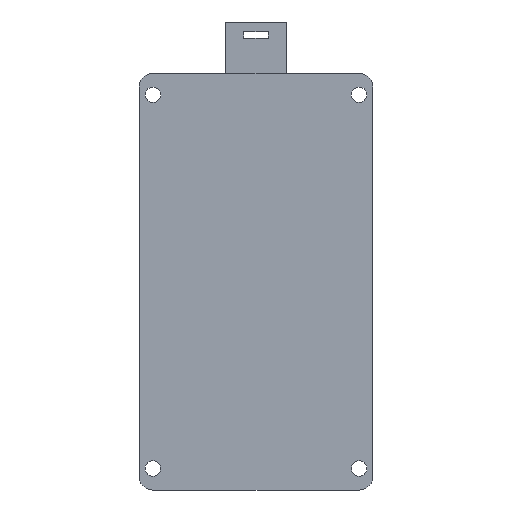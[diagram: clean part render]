
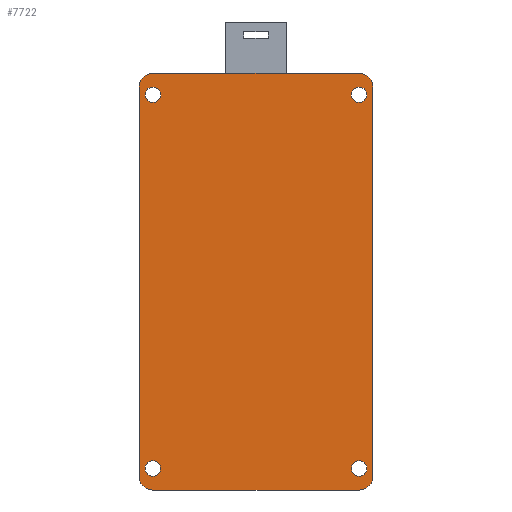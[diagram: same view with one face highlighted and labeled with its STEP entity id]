
A CAD part, front view. The second image highlights one B-rep face of the part: STEP entity #7722.
In plain terms, the highlighted planar face has unit normal (0, -1, 0).
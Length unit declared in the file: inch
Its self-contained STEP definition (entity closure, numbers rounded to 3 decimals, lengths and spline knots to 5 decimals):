
#1921 = PLANE ( 'NONE',  #2026 ) ;
#1922 = CARTESIAN_POINT ( 'NONE',  ( -0.935, 0., -1.765 ) ) ;
#1923 = CARTESIAN_POINT ( 'NONE',  ( -0.935, 0., -1.89 ) ) ;
#1925 = DIRECTION ( 'NONE',  ( 0., 0., -1. ) ) ;
#1926 = VECTOR ( 'NONE', #1925, 39.37008 ) ;
#1927 = CARTESIAN_POINT ( 'NONE',  ( 1.06, 0., -1.765 ) ) ;
#1928 = LINE ( 'NONE', #1927, #1926 ) ;
#1929 = FACE_BOUND ( 'NONE', #7826, .T. ) ;
#1930 = AXIS2_PLACEMENT_3D ( 'NONE', #1922, #2004, #2003 ) ;
#1938 = DIRECTION ( 'NONE',  ( 0., 0., -1. ) ) ;
#1939 = DIRECTION ( 'NONE',  ( 0., 1., 0. ) ) ;
#1940 = CARTESIAN_POINT ( 'NONE',  ( 0.935, 0., -1.765 ) ) ;
#1941 = AXIS2_PLACEMENT_3D ( 'NONE', #1940, #1939, #1938 ) ;
#1942 = CIRCLE ( 'NONE', #1941, 0.125 ) ;
#1946 = VECTOR ( 'NONE', #1988, 39.37008 ) ;
#1947 = CARTESIAN_POINT ( 'NONE',  ( -0.935, 0., -1.89 ) ) ;
#1948 = CARTESIAN_POINT ( 'NONE',  ( 1.06, 0., 1.765 ) ) ;
#1964 = CARTESIAN_POINT ( 'NONE',  ( 0.935, 0., -1.89 ) ) ;
#1988 = DIRECTION ( 'NONE',  ( -1., 0., 0. ) ) ;
#1991 = LINE ( 'NONE', #1947, #1946 ) ;
#2002 = CARTESIAN_POINT ( 'NONE',  ( 0.935, 0., 1.89 ) ) ;
#2003 = DIRECTION ( 'NONE',  ( 0., 0., 1. ) ) ;
#2004 = DIRECTION ( 'NONE',  ( 0., 1., 0. ) ) ;
#2012 = FACE_OUTER_BOUND ( 'NONE', #7731, .T. ) ;
#2013 = DIRECTION ( 'NONE',  ( 0., 1., 0. ) ) ;
#2014 = CARTESIAN_POINT ( 'NONE',  ( -0.935, 0., -1.765 ) ) ;
#2015 = CARTESIAN_POINT ( 'NONE',  ( -1.06, 0., -1.765 ) ) ;
#2016 = FACE_BOUND ( 'NONE', #7786, .T. ) ;
#2017 = FACE_BOUND ( 'NONE', #7789, .T. ) ;
#2018 = FACE_BOUND ( 'NONE', #7825, .T. ) ;
#2019 = CIRCLE ( 'NONE', #1930, 0.125 ) ;
#2024 = DIRECTION ( 'NONE',  ( 0., 0., 1. ) ) ;
#2026 = AXIS2_PLACEMENT_3D ( 'NONE', #2014, #2013, #2024 ) ;
#2058 = DIRECTION ( 'NONE',  ( 0., 0., 1. ) ) ;
#2059 = DIRECTION ( 'NONE',  ( 0., 1., 0. ) ) ;
#2060 = CARTESIAN_POINT ( 'NONE',  ( -0.935, 0., -1.695 ) ) ;
#2061 = AXIS2_PLACEMENT_3D ( 'NONE', #2060, #2059, #2058 ) ;
#2064 = DIRECTION ( 'NONE',  ( 1., 0., 0. ) ) ;
#2065 = VECTOR ( 'NONE', #2064, 39.37008 ) ;
#2066 = CARTESIAN_POINT ( 'NONE',  ( -0.935, 0., 1.89 ) ) ;
#2067 = CARTESIAN_POINT ( 'NONE',  ( -1.06, 0., 1.765 ) ) ;
#2068 = CIRCLE ( 'NONE', #2111, 0.125 ) ;
#2073 = CIRCLE ( 'NONE', #2105, 0.125 ) ;
#2077 = LINE ( 'NONE', #2086, #2065 ) ;
#2086 = CARTESIAN_POINT ( 'NONE',  ( -0.935, 0., 1.89 ) ) ;
#2097 = CARTESIAN_POINT ( 'NONE',  ( 1.06, 0., -1.765 ) ) ;
#2103 = DIRECTION ( 'NONE',  ( 0., 0., 1. ) ) ;
#2104 = DIRECTION ( 'NONE',  ( 0., 1., 0. ) ) ;
#2105 = AXIS2_PLACEMENT_3D ( 'NONE', #2113, #2104, #2103 ) ;
#2108 = DIRECTION ( 'NONE',  ( 0., 0., 1. ) ) ;
#2109 = DIRECTION ( 'NONE',  ( 0., 1., 0. ) ) ;
#2110 = CARTESIAN_POINT ( 'NONE',  ( 0.935, 0., 1.765 ) ) ;
#2111 = AXIS2_PLACEMENT_3D ( 'NONE', #2110, #2109, #2108 ) ;
#2113 = CARTESIAN_POINT ( 'NONE',  ( -0.935, 0., 1.765 ) ) ;
#2119 = CIRCLE ( 'NONE', #2127, 0.07 ) ;
#2124 = DIRECTION ( 'NONE',  ( 0., 0., 1. ) ) ;
#2125 = DIRECTION ( 'NONE',  ( 0., 1., 0. ) ) ;
#2126 = CARTESIAN_POINT ( 'NONE',  ( 0.935, 0., 1.695 ) ) ;
#2127 = AXIS2_PLACEMENT_3D ( 'NONE', #2126, #2125, #2124 ) ;
#2131 = DIRECTION ( 'NONE',  ( 0., 0., 1. ) ) ;
#2132 = DIRECTION ( 'NONE',  ( 0., 1., 0. ) ) ;
#2133 = CARTESIAN_POINT ( 'NONE',  ( -0.935, 0., 1.695 ) ) ;
#2137 = CIRCLE ( 'NONE', #2140, 0.07 ) ;
#2140 = AXIS2_PLACEMENT_3D ( 'NONE', #2133, #2132, #2131 ) ;
#2218 = CIRCLE ( 'NONE', #2061, 0.07 ) ;
#2219 = DIRECTION ( 'NONE',  ( 0., 0., 1. ) ) ;
#2220 = VECTOR ( 'NONE', #2219, 39.37008 ) ;
#2221 = CARTESIAN_POINT ( 'NONE',  ( -1.06, 0., -1.765 ) ) ;
#2222 = LINE ( 'NONE', #2221, #2220 ) ;
#5774 = DIRECTION ( 'NONE',  ( 0., 0., 1. ) ) ;
#5775 = DIRECTION ( 'NONE',  ( 0., 1., 0. ) ) ;
#5787 = CIRCLE ( 'NONE', #5790, 0.07 ) ;
#5788 = CARTESIAN_POINT ( 'NONE',  ( 0.935, 0., -1.695 ) ) ;
#5790 = AXIS2_PLACEMENT_3D ( 'NONE', #5788, #5775, #5774 ) ;
#6067 = DIRECTION ( 'NONE',  ( 0., 0., 1. ) ) ;
#6068 = DIRECTION ( 'NONE',  ( 0., 1., 0. ) ) ;
#6078 = CIRCLE ( 'NONE', #6091, 0.07 ) ;
#6080 = CARTESIAN_POINT ( 'NONE',  ( -0.935, 0., -1.695 ) ) ;
#6091 = AXIS2_PLACEMENT_3D ( 'NONE', #6080, #6068, #6067 ) ;
#6194 = CARTESIAN_POINT ( 'NONE',  ( 0.935, 0., 1.625 ) ) ;
#6205 = CARTESIAN_POINT ( 'NONE',  ( -0.935, 0., 1.625 ) ) ;
#6245 = CARTESIAN_POINT ( 'NONE',  ( 0.935, 0., 1.765 ) ) ;
#6255 = CARTESIAN_POINT ( 'NONE',  ( 0.935, 0., -1.765 ) ) ;
#6256 = CARTESIAN_POINT ( 'NONE',  ( -0.935, 0., -1.765 ) ) ;
#6258 = CARTESIAN_POINT ( 'NONE',  ( 0.935, 0., -1.625 ) ) ;
#6370 = DIRECTION ( 'NONE',  ( 0., 0., 1. ) ) ;
#6371 = DIRECTION ( 'NONE',  ( 0., 1., 0. ) ) ;
#6382 = AXIS2_PLACEMENT_3D ( 'NONE', #6522, #6371, #6370 ) ;
#6433 = AXIS2_PLACEMENT_3D ( 'NONE', #6561, #6554, #6553 ) ;
#6522 = CARTESIAN_POINT ( 'NONE',  ( -0.935, 0., 1.695 ) ) ;
#6524 = CIRCLE ( 'NONE', #6382, 0.07 ) ;
#6534 = DIRECTION ( 'NONE',  ( 0., 0., 1. ) ) ;
#6535 = DIRECTION ( 'NONE',  ( 0., 1., 0. ) ) ;
#6536 = CARTESIAN_POINT ( 'NONE',  ( 0.935, 0., -1.695 ) ) ;
#6542 = CARTESIAN_POINT ( 'NONE',  ( -0.935, 0., 1.765 ) ) ;
#6551 = AXIS2_PLACEMENT_3D ( 'NONE', #6536, #6535, #6534 ) ;
#6553 = DIRECTION ( 'NONE',  ( 0., 0., 1. ) ) ;
#6554 = DIRECTION ( 'NONE',  ( 0., 1., 0. ) ) ;
#6561 = CARTESIAN_POINT ( 'NONE',  ( 0.935, 0., 1.695 ) ) ;
#6567 = CARTESIAN_POINT ( 'NONE',  ( -0.935, 0., -1.625 ) ) ;
#6571 = CIRCLE ( 'NONE', #6551, 0.07 ) ;
#6572 = CIRCLE ( 'NONE', #6433, 0.07 ) ;
#6836 = EDGE_CURVE ( 'NONE', #7168, #7167, #5787, .T. ) ;
#7151 = EDGE_CURVE ( 'NONE', #7164, #7275, #6078, .T. ) ;
#7164 = VERTEX_POINT ( 'NONE', #6256 ) ;
#7167 = VERTEX_POINT ( 'NONE', #6255 ) ;
#7168 = VERTEX_POINT ( 'NONE', #6258 ) ;
#7176 = VERTEX_POINT ( 'NONE', #6205 ) ;
#7185 = VERTEX_POINT ( 'NONE', #6194 ) ;
#7207 = VERTEX_POINT ( 'NONE', #6245 ) ;
#7275 = VERTEX_POINT ( 'NONE', #6567 ) ;
#7278 = EDGE_CURVE ( 'NONE', #7185, #7207, #6572, .T. ) ;
#7285 = EDGE_CURVE ( 'NONE', #7167, #7168, #6571, .T. ) ;
#7286 = VERTEX_POINT ( 'NONE', #6542 ) ;
#7300 = EDGE_CURVE ( 'NONE', #7176, #7286, #6524, .T. ) ;
#7708 = ORIENTED_EDGE ( 'NONE', *, *, #7760, .F. ) ;
#7714 = EDGE_CURVE ( 'NONE', #7754, #7915, #1928, .T. ) ;
#7722 = ADVANCED_FACE ( 'NONE', ( #2012, #1929, #2018, #2017, #2016 ), #1921, .F. ) ;
#7723 = ORIENTED_EDGE ( 'NONE', *, *, #7909, .F. ) ;
#7724 = ORIENTED_EDGE ( 'NONE', *, *, #7751, .F. ) ;
#7725 = ORIENTED_EDGE ( 'NONE', *, *, #7910, .F. ) ;
#7726 = VERTEX_POINT ( 'NONE', #1923 ) ;
#7728 = EDGE_CURVE ( 'NONE', #7726, #7729, #2019, .T. ) ;
#7729 = VERTEX_POINT ( 'NONE', #2015 ) ;
#7731 = EDGE_LOOP ( 'NONE', ( #7733, #7708, #7724, #7822, #7723, #7824, #7725, #7818 ) ) ;
#7733 = ORIENTED_EDGE ( 'NONE', *, *, #7728, .F. ) ;
#7738 = VERTEX_POINT ( 'NONE', #2002 ) ;
#7746 = VERTEX_POINT ( 'NONE', #1964 ) ;
#7751 = EDGE_CURVE ( 'NONE', #7915, #7746, #1942, .T. ) ;
#7754 = VERTEX_POINT ( 'NONE', #1948 ) ;
#7760 = EDGE_CURVE ( 'NONE', #7746, #7726, #1991, .T. ) ;
#7784 = ORIENTED_EDGE ( 'NONE', *, *, #7278, .T. ) ;
#7786 = EDGE_LOOP ( 'NONE', ( #7795, #7784 ) ) ;
#7787 = ORIENTED_EDGE ( 'NONE', *, *, #7285, .T. ) ;
#7788 = EDGE_CURVE ( 'NONE', #7286, #7176, #2137, .T. ) ;
#7789 = EDGE_LOOP ( 'NONE', ( #7791, #7790 ) ) ;
#7790 = ORIENTED_EDGE ( 'NONE', *, *, #7300, .T. ) ;
#7791 = ORIENTED_EDGE ( 'NONE', *, *, #7788, .T. ) ;
#7795 = ORIENTED_EDGE ( 'NONE', *, *, #7796, .T. ) ;
#7796 = EDGE_CURVE ( 'NONE', #7207, #7185, #2119, .T. ) ;
#7812 = EDGE_CURVE ( 'NONE', #7729, #7904, #2222, .T. ) ;
#7818 = ORIENTED_EDGE ( 'NONE', *, *, #7812, .F. ) ;
#7819 = EDGE_CURVE ( 'NONE', #7275, #7164, #2218, .T. ) ;
#7820 = ORIENTED_EDGE ( 'NONE', *, *, #7151, .T. ) ;
#7821 = ORIENTED_EDGE ( 'NONE', *, *, #6836, .T. ) ;
#7822 = ORIENTED_EDGE ( 'NONE', *, *, #7714, .F. ) ;
#7823 = ORIENTED_EDGE ( 'NONE', *, *, #7819, .T. ) ;
#7824 = ORIENTED_EDGE ( 'NONE', *, *, #7903, .F. ) ;
#7825 = EDGE_LOOP ( 'NONE', ( #7821, #7787 ) ) ;
#7826 = EDGE_LOOP ( 'NONE', ( #7823, #7820 ) ) ;
#7903 = EDGE_CURVE ( 'NONE', #7907, #7738, #2077, .T. ) ;
#7904 = VERTEX_POINT ( 'NONE', #2067 ) ;
#7907 = VERTEX_POINT ( 'NONE', #2066 ) ;
#7909 = EDGE_CURVE ( 'NONE', #7738, #7754, #2068, .T. ) ;
#7910 = EDGE_CURVE ( 'NONE', #7904, #7907, #2073, .T. ) ;
#7915 = VERTEX_POINT ( 'NONE', #2097 ) ;
